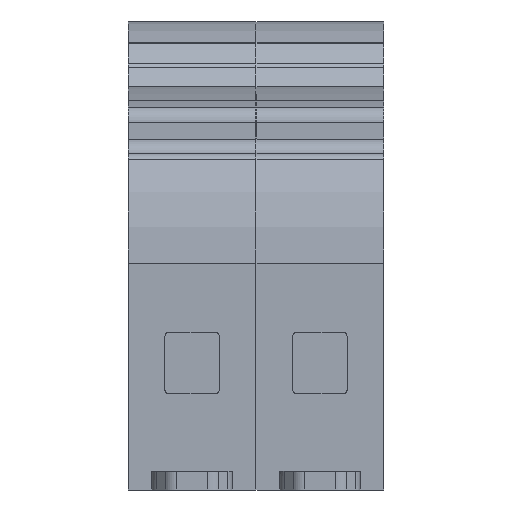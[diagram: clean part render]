
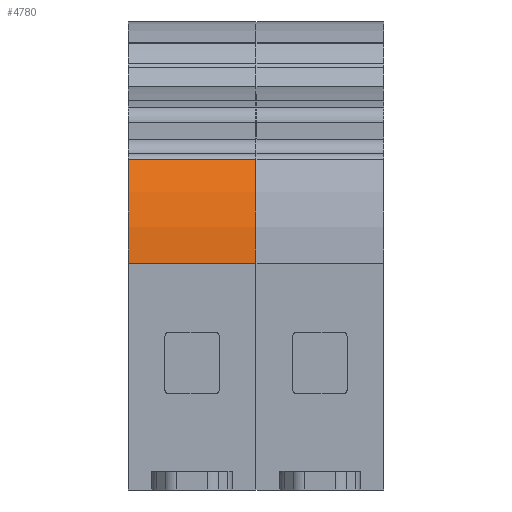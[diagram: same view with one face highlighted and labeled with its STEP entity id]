
A CAD part, front view. The second image highlights one B-rep face of the part: STEP entity #4780.
In plain terms, the highlighted cylindrical face has radius 30.125 mm (diameter 60.25 mm), a partial arc.
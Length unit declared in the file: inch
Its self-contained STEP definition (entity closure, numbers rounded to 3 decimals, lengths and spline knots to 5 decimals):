
#53 = DIRECTION ( 'NONE',  ( 0., 0., 1. ) ) ;
#122 = ORIENTED_EDGE ( 'NONE', *, *, #4586, .T. ) ;
#158 = LINE ( 'NONE', #4130, #6596 ) ;
#170 = CARTESIAN_POINT ( 'NONE',  ( 0.34449, -1.533, 1.5436 ) ) ;
#555 = AXIS2_PLACEMENT_3D ( 'NONE', #729, #7335, #1390 ) ;
#618 = EDGE_CURVE ( 'NONE', #6727, #3823, #158, .T. ) ;
#729 = CARTESIAN_POINT ( 'NONE',  ( -0.34449, -0.4872, 0.98417 ) ) ;
#960 = LINE ( 'NONE', #4500, #4637 ) ;
#965 = EDGE_CURVE ( 'NONE', #1061, #1327, #960, .T. ) ;
#1061 = VERTEX_POINT ( 'NONE', #170 ) ;
#1127 = CARTESIAN_POINT ( 'NONE',  ( -0.34449, -1.533, 1.5436 ) ) ;
#1220 = FACE_OUTER_BOUND ( 'NONE', #2200, .T. ) ;
#1327 = VERTEX_POINT ( 'NONE', #1127 ) ;
#1390 = DIRECTION ( 'NONE',  ( 0., 0., 1. ) ) ;
#1550 = CIRCLE ( 'NONE', #555, 1.18602 ) ;
#1878 = DIRECTION ( 'NONE',  ( -1., 0., 0. ) ) ;
#1908 = CARTESIAN_POINT ( 'NONE',  ( 0.34449, -0.4872, 0.98417 ) ) ;
#2200 = EDGE_LOOP ( 'NONE', ( #122, #5210, #4063, #3828 ) ) ;
#2582 = AXIS2_PLACEMENT_3D ( 'NONE', #3068, #1878, #53 ) ;
#3068 = CARTESIAN_POINT ( 'NONE',  ( 0.34449, -0.4872, 0.98417 ) ) ;
#3823 = VERTEX_POINT ( 'NONE', #5493 ) ;
#3828 = ORIENTED_EDGE ( 'NONE', *, *, #965, .T. ) ;
#3964 = DIRECTION ( 'NONE',  ( -1., 0., 0. ) ) ;
#4063 = ORIENTED_EDGE ( 'NONE', *, *, #6073, .T. ) ;
#4099 = CIRCLE ( 'NONE', #6067, 1.18602 ) ;
#4130 = CARTESIAN_POINT ( 'NONE',  ( 0.34449, -1.67323, 0.98417 ) ) ;
#4500 = CARTESIAN_POINT ( 'NONE',  ( 0.34449, -1.533, 1.5436 ) ) ;
#4586 = EDGE_CURVE ( 'NONE', #1327, #6727, #1550, .T. ) ;
#4637 = VECTOR ( 'NONE', #3964, 39.37008 ) ;
#4758 = CYLINDRICAL_SURFACE ( 'NONE', #2582, 1.18602 ) ;
#4780 = ADVANCED_FACE ( 'NONE', ( #1220 ), #4758, .T. ) ;
#5210 = ORIENTED_EDGE ( 'NONE', *, *, #618, .T. ) ;
#5446 = DIRECTION ( 'NONE',  ( 0., 0., 1. ) ) ;
#5493 = CARTESIAN_POINT ( 'NONE',  ( 0.34449, -1.67323, 0.98417 ) ) ;
#5526 = DIRECTION ( 'NONE',  ( -1., 0., 0. ) ) ;
#6067 = AXIS2_PLACEMENT_3D ( 'NONE', #1908, #5526, #5446 ) ;
#6073 = EDGE_CURVE ( 'NONE', #3823, #1061, #4099, .T. ) ;
#6484 = DIRECTION ( 'NONE',  ( 1., 0., 0. ) ) ;
#6596 = VECTOR ( 'NONE', #6484, 39.37008 ) ;
#6727 = VERTEX_POINT ( 'NONE', #7240 ) ;
#7240 = CARTESIAN_POINT ( 'NONE',  ( -0.34449, -1.67323, 0.98417 ) ) ;
#7335 = DIRECTION ( 'NONE',  ( 1., 0., 0. ) ) ;
